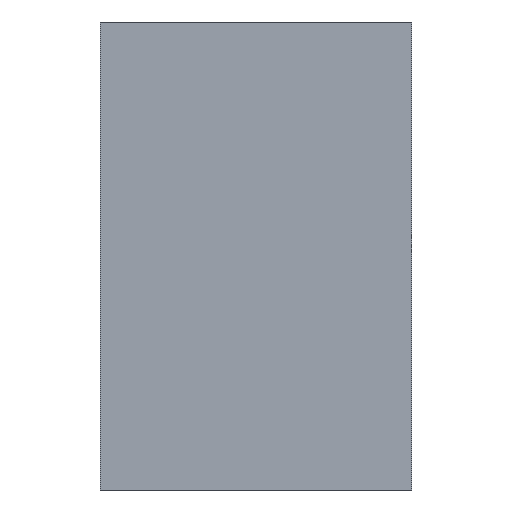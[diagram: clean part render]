
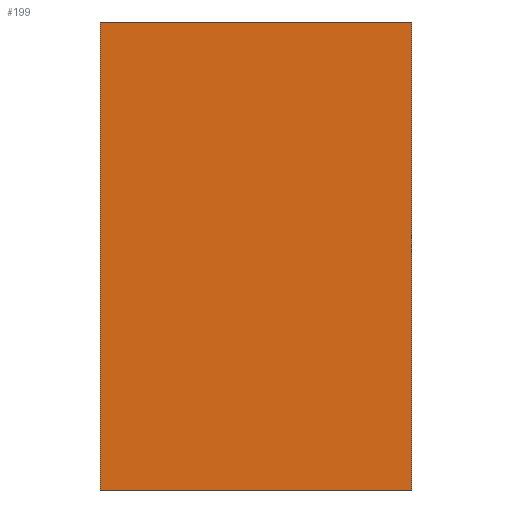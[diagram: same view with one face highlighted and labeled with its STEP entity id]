
A CAD part, front view. The second image highlights one B-rep face of the part: STEP entity #199.
In plain terms, the highlighted planar face has unit normal (0, -1, 0).
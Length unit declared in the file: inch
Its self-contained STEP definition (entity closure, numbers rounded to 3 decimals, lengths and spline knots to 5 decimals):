
#13 = FACE_OUTER_BOUND ( 'NONE', #134, .T. ) ;
#31 = DIRECTION ( 'NONE',  ( 1., 0., 0. ) ) ;
#32 = CARTESIAN_POINT ( 'NONE',  ( 0.5, 0., 0. ) ) ;
#33 = CARTESIAN_POINT ( 'NONE',  ( 0., 0., -0.75 ) ) ;
#34 = DIRECTION ( 'NONE',  ( -1., 0., 0. ) ) ;
#35 = LINE ( 'NONE', #33, #168 ) ;
#44 = LINE ( 'NONE', #32, #169 ) ;
#61 = DIRECTION ( 'NONE',  ( 0., 0., 1. ) ) ;
#62 = CARTESIAN_POINT ( 'NONE',  ( 0., 0., 0. ) ) ;
#63 = LINE ( 'NONE', #62, #166 ) ;
#72 = DIRECTION ( 'NONE',  ( 0., 0., -1. ) ) ;
#73 = DIRECTION ( 'NONE',  ( 0., -1., 0. ) ) ;
#74 = CARTESIAN_POINT ( 'NONE',  ( 0., 0., 0. ) ) ;
#78 = DIRECTION ( 'NONE',  ( 0., 0., -1. ) ) ;
#79 = CARTESIAN_POINT ( 'NONE',  ( 0.5, 0., -0.75 ) ) ;
#80 = LINE ( 'NONE', #79, #159 ) ;
#90 = PLANE ( 'NONE',  #170 ) ;
#105 = CARTESIAN_POINT ( 'NONE',  ( 0., 0., -0.75 ) ) ;
#107 = CARTESIAN_POINT ( 'NONE',  ( 0.5, 0., -0.75 ) ) ;
#109 = CARTESIAN_POINT ( 'NONE',  ( 0.5, 0., 0. ) ) ;
#110 = CARTESIAN_POINT ( 'NONE',  ( 0., 0., 0. ) ) ;
#121 = VERTEX_POINT ( 'NONE', #110 ) ;
#122 = VERTEX_POINT ( 'NONE', #109 ) ;
#124 = VERTEX_POINT ( 'NONE', #107 ) ;
#126 = VERTEX_POINT ( 'NONE', #105 ) ;
#134 = EDGE_LOOP ( 'NONE', ( #137, #136, #135, #138 ) ) ;
#135 = ORIENTED_EDGE ( 'NONE', *, *, #210, .F. ) ;
#136 = ORIENTED_EDGE ( 'NONE', *, *, #202, .F. ) ;
#137 = ORIENTED_EDGE ( 'NONE', *, *, #207, .F. ) ;
#138 = ORIENTED_EDGE ( 'NONE', *, *, #197, .F. ) ;
#159 = VECTOR ( 'NONE', #78, 39.37008 ) ;
#166 = VECTOR ( 'NONE', #61, 39.37008 ) ;
#168 = VECTOR ( 'NONE', #34, 39.37008 ) ;
#169 = VECTOR ( 'NONE', #31, 39.37008 ) ;
#170 = AXIS2_PLACEMENT_3D ( 'NONE', #74, #73, #72 ) ;
#197 = EDGE_CURVE ( 'NONE', #122, #124, #80, .T. ) ;
#199 = ADVANCED_FACE ( 'NONE', ( #13 ), #90, .T. ) ;
#202 = EDGE_CURVE ( 'NONE', #126, #121, #63, .T. ) ;
#207 = EDGE_CURVE ( 'NONE', #121, #122, #44, .T. ) ;
#210 = EDGE_CURVE ( 'NONE', #124, #126, #35, .T. ) ;
